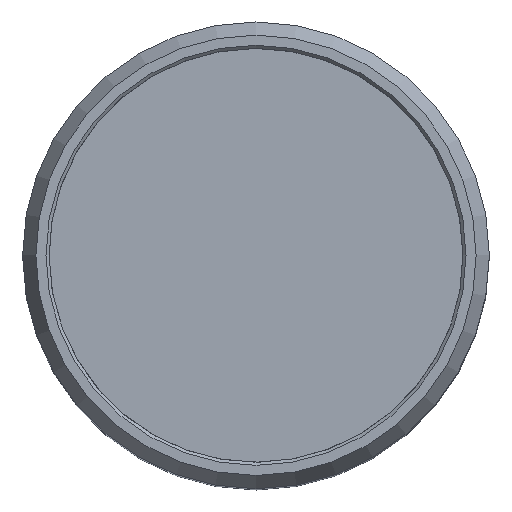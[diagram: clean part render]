
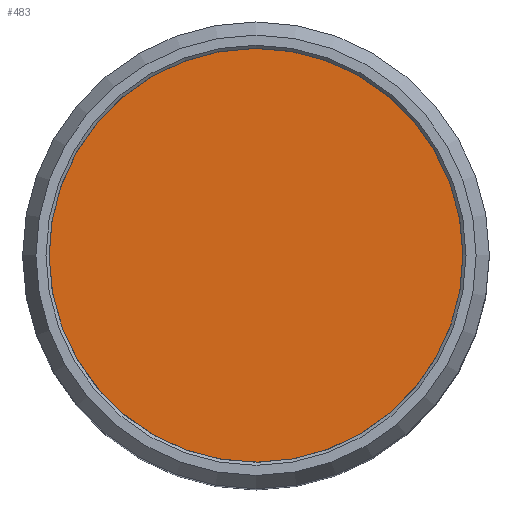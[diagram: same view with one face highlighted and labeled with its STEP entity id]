
A CAD part, top view. The second image highlights one B-rep face of the part: STEP entity #483.
In plain terms, the highlighted planar face has unit normal (0, 0, 1).
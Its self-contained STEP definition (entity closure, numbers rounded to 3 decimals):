
#112=FACE_OUTER_BOUND('',#170,.T.);
#170=EDGE_LOOP('',(#379));
#212=CIRCLE('',#555,13.3);
#258=VERTEX_POINT('',#1092);
#308=EDGE_CURVE('',#258,#258,#212,.T.);
#379=ORIENTED_EDGE('',*,*,#308,.T.);
#421=PLANE('',#554);
#483=ADVANCED_FACE('',(#112),#421,.T.);
#554=AXIS2_PLACEMENT_3D('',#1091,#671,#672);
#555=AXIS2_PLACEMENT_3D('',#1093,#673,#674);
#671=DIRECTION('center_axis',(0.,0.,1.));
#672=DIRECTION('ref_axis',(-0.861,-0.509,0.));
#673=DIRECTION('center_axis',(0.,0.,1.));
#674=DIRECTION('ref_axis',(0.509,-0.861,0.));
#1091=CARTESIAN_POINT('Origin',(3.385,-5.724,0.));
#1092=CARTESIAN_POINT('',(6.77,-11.448,0.));
#1093=CARTESIAN_POINT('Origin',(0.,0.,0.));
